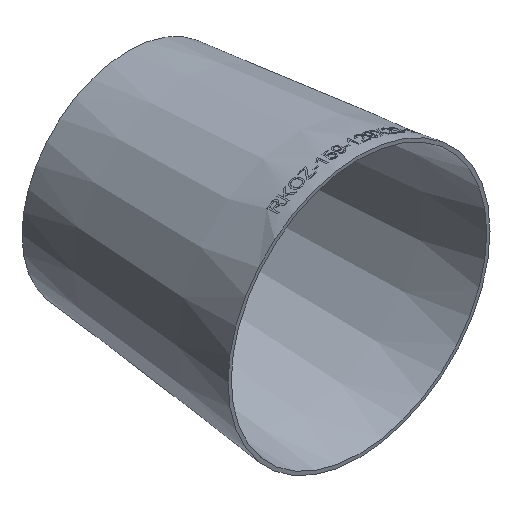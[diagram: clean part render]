
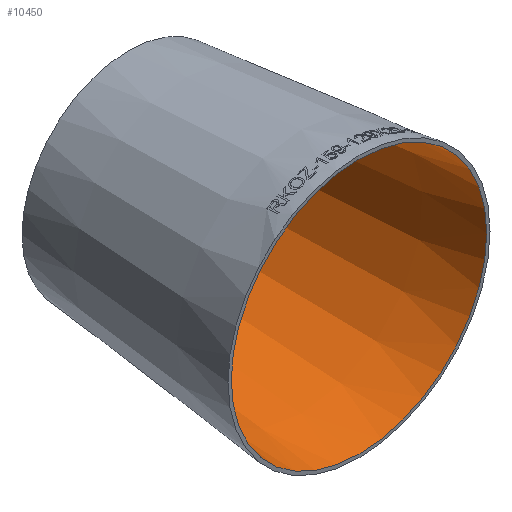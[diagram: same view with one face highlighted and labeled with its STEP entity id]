
A CAD part, isometric view. The second image highlights one B-rep face of the part: STEP entity #10450.
In plain terms, the highlighted conical face has half-angle 6.116 degrees and reference radius 77.489 mm.
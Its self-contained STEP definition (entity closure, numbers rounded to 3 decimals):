
#625 = CIRCLE ( 'NONE', #25403, 62.489 ) ;
#888 = VERTEX_POINT ( 'NONE', #19803 ) ;
#1775 = ORIENTED_EDGE ( 'NONE', *, *, #22262, .T. ) ;
#1817 = FACE_BOUND ( 'NONE', #16274, .T. ) ;
#4292 = EDGE_LOOP ( 'NONE', ( #1775 ) ) ;
#6449 = CARTESIAN_POINT ( 'NONE',  ( 0., 140., 0. ) ) ;
#8223 = EDGE_CURVE ( 'NONE', #19645, #19645, #625, .T. ) ;
#9064 = AXIS2_PLACEMENT_3D ( 'NONE', #22890, #29527, #25374 ) ;
#10450 = ADVANCED_FACE ( 'NONE', ( #1817, #11290 ), #18503, .F. ) ;
#11141 = CARTESIAN_POINT ( 'NONE',  ( 0., 0., 0. ) ) ;
#11290 = FACE_OUTER_BOUND ( 'NONE', #4292, .T. ) ;
#13015 = DIRECTION ( 'NONE',  ( 0., -1., 0. ) ) ;
#15541 = CIRCLE ( 'NONE', #9064, 77.489 ) ;
#16274 = EDGE_LOOP ( 'NONE', ( #30083 ) ) ;
#17335 = CARTESIAN_POINT ( 'NONE',  ( 0., 140., -62.489 ) ) ;
#18414 = DIRECTION ( 'NONE',  ( 0., -1., 0. ) ) ;
#18503 = CONICAL_SURFACE ( 'NONE', #24963, 77.489, 0.107 ) ;
#19645 = VERTEX_POINT ( 'NONE', #17335 ) ;
#19803 = CARTESIAN_POINT ( 'NONE',  ( 0., 0., -77.489 ) ) ;
#19962 = DIRECTION ( 'NONE',  ( 0., 0., -1. ) ) ;
#20742 = DIRECTION ( 'NONE',  ( 0., 0., -1. ) ) ;
#22262 = EDGE_CURVE ( 'NONE', #888, #888, #15541, .T. ) ;
#22890 = CARTESIAN_POINT ( 'NONE',  ( 0., 0., 0. ) ) ;
#24963 = AXIS2_PLACEMENT_3D ( 'NONE', #11141, #18414, #20742 ) ;
#25374 = DIRECTION ( 'NONE',  ( 0., 0., -1. ) ) ;
#25403 = AXIS2_PLACEMENT_3D ( 'NONE', #6449, #13015, #19962 ) ;
#29527 = DIRECTION ( 'NONE',  ( 0., -1., 0. ) ) ;
#30083 = ORIENTED_EDGE ( 'NONE', *, *, #8223, .F. ) ;
